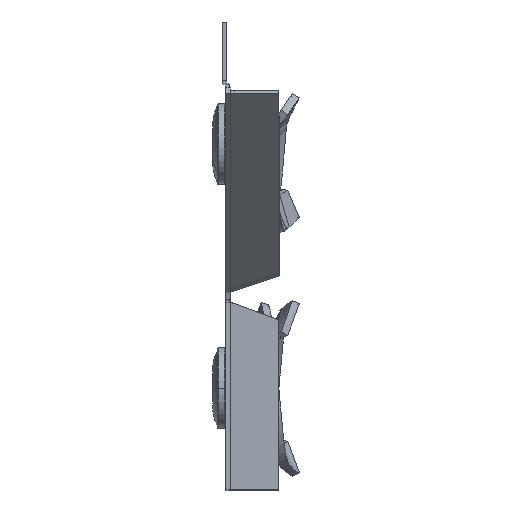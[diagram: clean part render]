
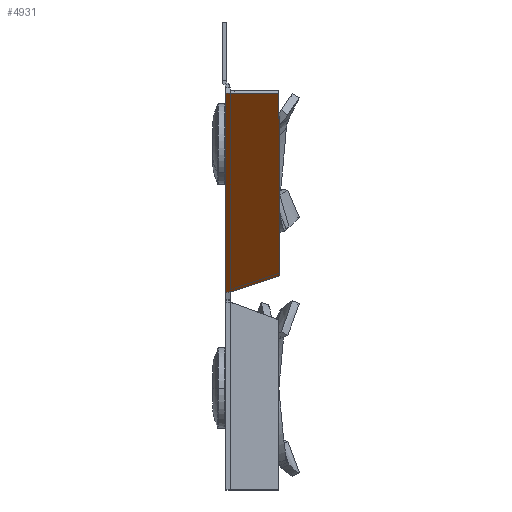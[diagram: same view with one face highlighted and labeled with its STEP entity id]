
A CAD part, left-side view. The second image highlights one B-rep face of the part: STEP entity #4931.
In plain terms, the highlighted planar face has unit normal (-0.706, 0, -0.708).
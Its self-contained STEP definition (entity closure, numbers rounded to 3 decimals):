
#30 = CARTESIAN_POINT ( 'NONE',  ( -156.411, -13.115, -62.578 ) ) ;
#125 = CARTESIAN_POINT ( 'NONE',  ( -201.426, -13.024, -17.693 ) ) ;
#224 = CARTESIAN_POINT ( 'NONE',  ( -201.414, -2., -17.704 ) ) ;
#234 = CARTESIAN_POINT ( 'NONE',  ( -201.413, -0.457, -17.705 ) ) ;
#303 = VECTOR ( 'NONE', #2793, 1000. ) ;
#512 = VERTEX_POINT ( 'NONE', #2773 ) ;
#548 = PLANE ( 'NONE',  #4839 ) ;
#620 = EDGE_CURVE ( 'NONE', #3230, #3864, #1446, .T. ) ;
#878 = ORIENTED_EDGE ( 'NONE', *, *, #4568, .T. ) ;
#1218 = CARTESIAN_POINT ( 'NONE',  ( -201.413, 0., -17.705 ) ) ;
#1270 = EDGE_CURVE ( 'NONE', #5362, #512, #4298, .T. ) ;
#1272 = CARTESIAN_POINT ( 'NONE',  ( -201.414, -0.714, -17.705 ) ) ;
#1409 = CARTESIAN_POINT ( 'NONE',  ( -152.577, -1.345, -66.402 ) ) ;
#1446 = B_SPLINE_CURVE_WITH_KNOTS ( 'NONE', 3,
 ( #5547, #2216, #3619, #2663, #2697, #1272, #234, #5113, #2628, #4125 ),
 .UNSPECIFIED., .F., .F.,
 ( 4, 3, 3, 4 ),
 ( 0.002, 0.003, 0.004, 0.004 ),
 .UNSPECIFIED. ) ;
#1625 = DIRECTION ( 'NONE',  ( 0.5, -0.708, -0.499 ) ) ;
#1641 = DIRECTION ( 'NONE',  ( -0.3, -0.906, 0.299 ) ) ;
#1685 = LINE ( 'NONE', #2769, #3257 ) ;
#1796 = EDGE_CURVE ( 'NONE', #2496, #5362, #4834, .T. ) ;
#1836 = CARTESIAN_POINT ( 'NONE',  ( -152.403, -0.34, -66.576 ) ) ;
#1897 = ORIENTED_EDGE ( 'NONE', *, *, #620, .T. ) ;
#2049 = EDGE_CURVE ( 'NONE', #3864, #3617, #1685, .T. ) ;
#2210 = ORIENTED_EDGE ( 'NONE', *, *, #1270, .T. ) ;
#2216 = CARTESIAN_POINT ( 'NONE',  ( -201.414, -1.743, -17.704 ) ) ;
#2312 = FACE_OUTER_BOUND ( 'NONE', #5222, .T. ) ;
#2496 = VERTEX_POINT ( 'NONE', #3340 ) ;
#2628 = CARTESIAN_POINT ( 'NONE',  ( -201.413, -0.152, -17.705 ) ) ;
#2629 = CARTESIAN_POINT ( 'NONE',  ( -152.363, 0., -66.615 ) ) ;
#2663 = CARTESIAN_POINT ( 'NONE',  ( -201.414, -1.228, -17.705 ) ) ;
#2697 = CARTESIAN_POINT ( 'NONE',  ( -201.414, -0.971, -17.705 ) ) ;
#2769 = CARTESIAN_POINT ( 'NONE',  ( -151.957, 0., -67.02 ) ) ;
#2773 = CARTESIAN_POINT ( 'NONE',  ( -201.426, -13.024, -17.693 ) ) ;
#2793 = DIRECTION ( 'NONE',  ( 0.001, 1., -0.001 ) ) ;
#2930 = VECTOR ( 'NONE', #1641, 1000. ) ;
#3230 = VERTEX_POINT ( 'NONE', #224 ) ;
#3257 = VECTOR ( 'NONE', #5656, 1000. ) ;
#3280 = CARTESIAN_POINT ( 'NONE',  ( -152.363, 0., -66.615 ) ) ;
#3340 = CARTESIAN_POINT ( 'NONE',  ( -152.728, -2., -66.252 ) ) ;
#3391 = B_SPLINE_CURVE_WITH_KNOTS ( 'NONE', 3,
 ( #3749, #3818, #1409, #4809, #1836, #3280 ),
 .UNSPECIFIED., .F., .F.,
 ( 4, 2, 4 ),
 ( 0.002, 0.003, 0.004 ),
 .UNSPECIFIED. ) ;
#3515 = CARTESIAN_POINT ( 'NONE',  ( -151.957, -69.841, -67.02 ) ) ;
#3532 = ORIENTED_EDGE ( 'NONE', *, *, #4621, .F. ) ;
#3617 = VERTEX_POINT ( 'NONE', #2629 ) ;
#3619 = CARTESIAN_POINT ( 'NONE',  ( -201.414, -1.486, -17.704 ) ) ;
#3749 = CARTESIAN_POINT ( 'NONE',  ( -152.728, -2., -66.252 ) ) ;
#3818 = CARTESIAN_POINT ( 'NONE',  ( -152.652, -1.672, -66.328 ) ) ;
#3864 = VERTEX_POINT ( 'NONE', #1218 ) ;
#3922 = VECTOR ( 'NONE', #5877, 1000. ) ;
#3955 = LINE ( 'NONE', #5254, #303 ) ;
#4036 = CARTESIAN_POINT ( 'NONE',  ( -156.411, -13.115, -62.578 ) ) ;
#4125 = CARTESIAN_POINT ( 'NONE',  ( -201.413, 0., -17.705 ) ) ;
#4298 = LINE ( 'NONE', #125, #3922 ) ;
#4563 = ORIENTED_EDGE ( 'NONE', *, *, #2049, .T. ) ;
#4568 = EDGE_CURVE ( 'NONE', #512, #3230, #3955, .T. ) ;
#4621 = EDGE_CURVE ( 'NONE', #2496, #3617, #3391, .T. ) ;
#4809 = CARTESIAN_POINT ( 'NONE',  ( -152.452, -0.678, -66.526 ) ) ;
#4834 = LINE ( 'NONE', #4036, #2930 ) ;
#4839 = AXIS2_PLACEMENT_3D ( 'NONE', #3515, #5101, #1625 ) ;
#4931 = ADVANCED_FACE ( 'NONE', ( #2312 ), #548, .F. ) ;
#5101 = DIRECTION ( 'NONE',  ( 0.706, 0., 0.708 ) ) ;
#5113 = CARTESIAN_POINT ( 'NONE',  ( -201.413, -0.305, -17.705 ) ) ;
#5222 = EDGE_LOOP ( 'NONE', ( #878, #1897, #4563, #3532, #5898, #2210 ) ) ;
#5254 = CARTESIAN_POINT ( 'NONE',  ( -201.412, 0.199, -17.706 ) ) ;
#5362 = VERTEX_POINT ( 'NONE', #30 ) ;
#5547 = CARTESIAN_POINT ( 'NONE',  ( -201.414, -2., -17.704 ) ) ;
#5656 = DIRECTION ( 'NONE',  ( 0.708, 0., -0.706 ) ) ;
#5877 = DIRECTION ( 'NONE',  ( -0.708, 0.001, 0.706 ) ) ;
#5898 = ORIENTED_EDGE ( 'NONE', *, *, #1796, .T. ) ;
